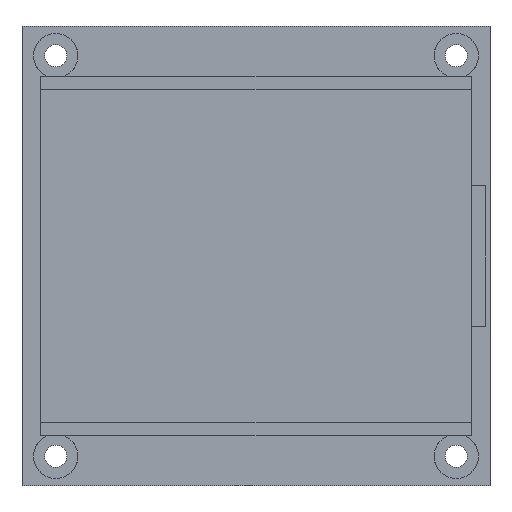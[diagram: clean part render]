
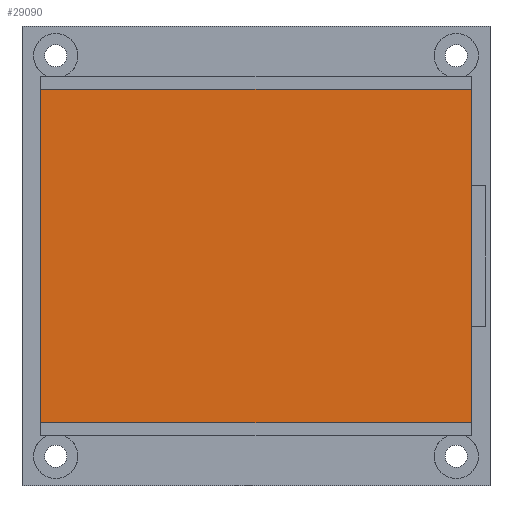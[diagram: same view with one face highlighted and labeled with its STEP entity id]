
A CAD part, front view. The second image highlights one B-rep face of the part: STEP entity #29090.
In plain terms, the highlighted planar face has unit normal (0, -1, 0).
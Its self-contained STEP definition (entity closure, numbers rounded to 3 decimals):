
#562 = VECTOR ( 'NONE', #31884, 1000. ) ;
#2752 = VECTOR ( 'NONE', #26850, 1000. ) ;
#3471 = CARTESIAN_POINT ( 'NONE',  ( -29., -31., -22.5 ) ) ;
#3831 = EDGE_CURVE ( 'NONE', #32958, #29165, #25901, .T. ) ;
#8103 = FACE_OUTER_BOUND ( 'NONE', #9777, .T. ) ;
#8684 = VECTOR ( 'NONE', #15422, 1000. ) ;
#9777 = EDGE_LOOP ( 'NONE', ( #31519, #13422, #27621, #13564 ) ) ;
#13093 = CARTESIAN_POINT ( 'NONE',  ( -29., -31., 22.5 ) ) ;
#13422 = ORIENTED_EDGE ( 'NONE', *, *, #38320, .T. ) ;
#13564 = ORIENTED_EDGE ( 'NONE', *, *, #17669, .T. ) ;
#14036 = LINE ( 'NONE', #16623, #38393 ) ;
#15422 = DIRECTION ( 'NONE',  ( -1., 0., 0. ) ) ;
#16623 = CARTESIAN_POINT ( 'NONE',  ( 29., -31., -22.5 ) ) ;
#17669 = EDGE_CURVE ( 'NONE', #29165, #24502, #30826, .T. ) ;
#23701 = CARTESIAN_POINT ( 'NONE',  ( 29., -31., -22.5 ) ) ;
#24237 = CARTESIAN_POINT ( 'NONE',  ( -29., -31., -22.5 ) ) ;
#24502 = VERTEX_POINT ( 'NONE', #23701 ) ;
#25901 = LINE ( 'NONE', #38095, #562 ) ;
#26343 = CARTESIAN_POINT ( 'NONE',  ( 29., -31., 22.5 ) ) ;
#26850 = DIRECTION ( 'NONE',  ( 1., 0., 0. ) ) ;
#26856 = AXIS2_PLACEMENT_3D ( 'NONE', #35247, #29446, #29243 ) ;
#27621 = ORIENTED_EDGE ( 'NONE', *, *, #3831, .T. ) ;
#28787 = DIRECTION ( 'NONE',  ( 0., 0., 1. ) ) ;
#29090 = ADVANCED_FACE ( 'NONE', ( #8103 ), #32632, .F. ) ;
#29165 = VERTEX_POINT ( 'NONE', #24237 ) ;
#29243 = DIRECTION ( 'NONE',  ( 0., 0., 1. ) ) ;
#29446 = DIRECTION ( 'NONE',  ( 0., 1., 0. ) ) ;
#29456 = EDGE_CURVE ( 'NONE', #24502, #36760, #14036, .T. ) ;
#30826 = LINE ( 'NONE', #3471, #2752 ) ;
#31519 = ORIENTED_EDGE ( 'NONE', *, *, #29456, .T. ) ;
#31884 = DIRECTION ( 'NONE',  ( 0., 0., -1. ) ) ;
#32632 = PLANE ( 'NONE',  #26856 ) ;
#32958 = VERTEX_POINT ( 'NONE', #13093 ) ;
#33981 = CARTESIAN_POINT ( 'NONE',  ( -29., -31., 22.5 ) ) ;
#35247 = CARTESIAN_POINT ( 'NONE',  ( 0., -31., 0. ) ) ;
#36760 = VERTEX_POINT ( 'NONE', #26343 ) ;
#37192 = LINE ( 'NONE', #33981, #8684 ) ;
#38095 = CARTESIAN_POINT ( 'NONE',  ( -29., -31., -22.5 ) ) ;
#38320 = EDGE_CURVE ( 'NONE', #36760, #32958, #37192, .T. ) ;
#38393 = VECTOR ( 'NONE', #28787, 1000. ) ;
